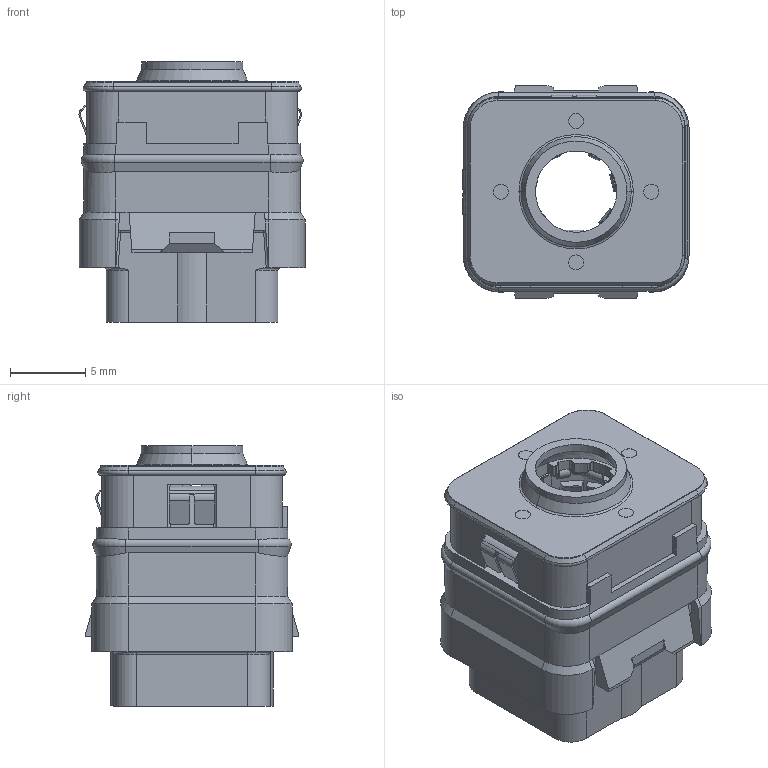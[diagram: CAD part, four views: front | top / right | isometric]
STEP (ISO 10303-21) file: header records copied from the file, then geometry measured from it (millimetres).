
FILE_DESCRIPTION((''),'2;1');
FILE_NAME('SIMEG0128PA','2020-01-09T',('presta_be4'),(''),'CREO PARAMETRIC BY PTC INC, 2018360','CREO PARAMETRIC BY PTC INC, 2018360','');
FILE_SCHEMA(('CONFIG_CONTROL_DESIGN'));
Length unit declared in the file: millimetre
Products named in the file (1): SIMEG0128PA
Bounding box: 15.02 x 14.15 x 17.3 mm (x, y, z)
Volume: 1714.4 mm3; surface area: 2062.8 mm2
Topology: 1 solids, 1 shells, 695 faces, 1900 edges, 1195 vertices
Faces by surface type: plane 295, cylinder 289, torus 49, cone 38, sphere 20, bspline 4
Entity records: 24118 total; most frequent: CARTESIAN_POINT 6281, ORIENTED_EDGE 3800, DIRECTION 3770, EDGE_CURVE 1900, AXIS2_PLACEMENT_3D 1354, VERTEX_POINT 1195, VECTOR 1062, LINE 1062
